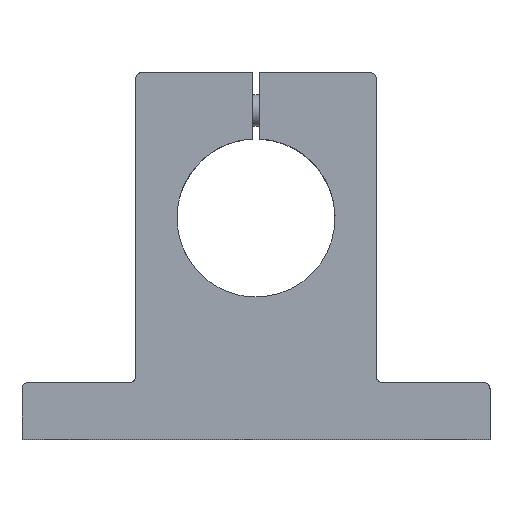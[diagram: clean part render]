
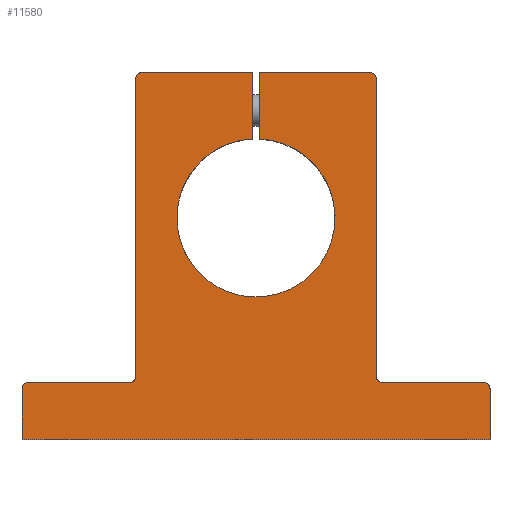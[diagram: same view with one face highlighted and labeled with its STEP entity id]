
A CAD part, top view. The second image highlights one B-rep face of the part: STEP entity #11580.
In plain terms, the highlighted free-form (B-spline) face has degree [1, 1] with [2, 2] control points.
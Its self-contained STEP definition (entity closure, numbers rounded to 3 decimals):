
#2490 = CARTESIAN_POINT ('', (19., 57., 25.));
#2500 = VERTEX_POINT ('', #2490);
#2560 = CARTESIAN_POINT ('', (19., 10., 25.));
#2570 = VERTEX_POINT ('', #2560);
#2580 = CARTESIAN_POINT ('', (19., 10., 25.));
#2590 = CARTESIAN_POINT ('', (19., 57., 25.));
#2600 = B_SPLINE_CURVE_WITH_KNOTS ('', 1, (#2580, #2590), .UNSPECIFIED., .F., .U., (2, 2), (0., 1.), .UNSPECIFIED.);
#2610 = EDGE_CURVE ('', #2570, #2500, #2600, .T.);
#2900 = CARTESIAN_POINT ('', (18., 58., 25.));
#2910 = VERTEX_POINT ('', #2900);
#2970 = CARTESIAN_POINT ('', (18., 58., 25.));
#2980 = CARTESIAN_POINT ('', (18.586, 58., 25.));
#2990 = CARTESIAN_POINT ('', (19., 57.586, 25.));
#3000 = CARTESIAN_POINT ('', (19., 57., 25.));
#3010 = (
   BOUNDED_CURVE ()
   B_SPLINE_CURVE (3, (#2970, #2980, #2990, #3000), .UNSPECIFIED., .F., .U.)
   B_SPLINE_CURVE_WITH_KNOTS ((4, 4), (0., 1.), .UNSPECIFIED.)
   CURVE ()
   GEOMETRIC_REPRESENTATION_ITEM ()
   RATIONAL_B_SPLINE_CURVE ((1., 0.805, 0.805, 1.))
   REPRESENTATION_ITEM ('')
);
#3020 = EDGE_CURVE ('', #2910, #2500, #3010, .T.);
#3240 = CARTESIAN_POINT ('', (0.5, 58., 25.));
#3250 = VERTEX_POINT ('', #3240);
#3310 = CARTESIAN_POINT ('', (18., 58., 25.));
#3320 = CARTESIAN_POINT ('', (0.5, 58., 25.));
#3330 = B_SPLINE_CURVE_WITH_KNOTS ('', 1, (#3310, #3320), .UNSPECIFIED., .F., .U., (2, 2), (0., 1.), .UNSPECIFIED.);
#3340 = EDGE_CURVE ('', #2910, #3250, #3330, .T.);
#3520 = CARTESIAN_POINT ('', (0.5, 47.49, 25.));
#3530 = VERTEX_POINT ('', #3520);
#3590 = CARTESIAN_POINT ('', (0.5, 58., 25.));
#3600 = CARTESIAN_POINT ('', (0.5, 47.49, 25.));
#3610 = B_SPLINE_CURVE_WITH_KNOTS ('', 1, (#3590, #3600), .UNSPECIFIED., .F., .U., (2, 2), (0., 1.), .UNSPECIFIED.);
#3620 = EDGE_CURVE ('', #3250, #3530, #3610, .T.);
#4710 = CARTESIAN_POINT ('', (-0.5, 58., 25.));
#4720 = VERTEX_POINT ('', #4710);
#4780 = CARTESIAN_POINT ('', (-0.5, 47.49, 25.));
#4790 = VERTEX_POINT ('', #4780);
#4800 = CARTESIAN_POINT ('', (-0.5, 58., 25.));
#4810 = CARTESIAN_POINT ('', (-0.5, 47.49, 25.));
#4820 = B_SPLINE_CURVE_WITH_KNOTS ('', 1, (#4800, #4810), .UNSPECIFIED., .F., .U., (2, 2), (0., 1.), .UNSPECIFIED.);
#4830 = EDGE_CURVE ('', #4720, #4790, #4820, .T.);
#5100 = CARTESIAN_POINT ('', (-18., 58., 25.));
#5110 = VERTEX_POINT ('', #5100);
#5170 = CARTESIAN_POINT ('', (-18., 58., 25.));
#5180 = CARTESIAN_POINT ('', (-0.5, 58., 25.));
#5190 = B_SPLINE_CURVE_WITH_KNOTS ('', 1, (#5170, #5180), .UNSPECIFIED., .F., .U., (2, 2), (0., 1.), .UNSPECIFIED.);
#5200 = EDGE_CURVE ('', #5110, #4720, #5190, .T.);
#5400 = CARTESIAN_POINT ('', (-19., 57., 25.));
#5410 = VERTEX_POINT ('', #5400);
#5470 = CARTESIAN_POINT ('', (-19., 57., 25.));
#5480 = CARTESIAN_POINT ('', (-19., 57.586, 25.));
#5490 = CARTESIAN_POINT ('', (-18.586, 58., 25.));
#5500 = CARTESIAN_POINT ('', (-18., 58., 25.));
#5510 = (
   BOUNDED_CURVE ()
   B_SPLINE_CURVE (3, (#5470, #5480, #5490, #5500), .UNSPECIFIED., .F., .U.)
   B_SPLINE_CURVE_WITH_KNOTS ((4, 4), (0., 1.), .UNSPECIFIED.)
   CURVE ()
   GEOMETRIC_REPRESENTATION_ITEM ()
   RATIONAL_B_SPLINE_CURVE ((1., 0.805, 0.805, 1.))
   REPRESENTATION_ITEM ('')
);
#5520 = EDGE_CURVE ('', #5410, #5110, #5510, .T.);
#5810 = CARTESIAN_POINT ('', (-19., 10., 25.));
#5820 = VERTEX_POINT ('', #5810);
#5880 = CARTESIAN_POINT ('', (-19., 57., 25.));
#5890 = CARTESIAN_POINT ('', (-19., 10., 25.));
#5900 = B_SPLINE_CURVE_WITH_KNOTS ('', 1, (#5880, #5890), .UNSPECIFIED., .F., .U., (2, 2), (0., 1.), .UNSPECIFIED.);
#5910 = EDGE_CURVE ('', #5410, #5820, #5900, .T.);
#6400 = CARTESIAN_POINT ('', (-20., 9., 25.));
#6410 = VERTEX_POINT ('', #6400);
#6470 = CARTESIAN_POINT ('', (-20., 9., 25.));
#6480 = CARTESIAN_POINT ('', (-19.414, 9., 25.));
#6490 = CARTESIAN_POINT ('', (-19., 9.414, 25.));
#6500 = CARTESIAN_POINT ('', (-19., 10., 25.));
#6510 = (
   BOUNDED_CURVE ()
   B_SPLINE_CURVE (3, (#6470, #6480, #6490, #6500), .UNSPECIFIED., .F., .U.)
   B_SPLINE_CURVE_WITH_KNOTS ((4, 4), (0., 1.), .UNSPECIFIED.)
   CURVE ()
   GEOMETRIC_REPRESENTATION_ITEM ()
   RATIONAL_B_SPLINE_CURVE ((1., 0.805, 0.805, 1.))
   REPRESENTATION_ITEM ('')
);
#6520 = EDGE_CURVE ('', #6410, #5820, #6510, .T.);
#6740 = CARTESIAN_POINT ('', (-36., 9., 25.));
#6750 = VERTEX_POINT ('', #6740);
#6810 = CARTESIAN_POINT ('', (-20., 9., 25.));
#6820 = CARTESIAN_POINT ('', (-36., 9., 25.));
#6830 = B_SPLINE_CURVE_WITH_KNOTS ('', 1, (#6810, #6820), .UNSPECIFIED., .F., .U., (2, 2), (0., 1.), .UNSPECIFIED.);
#6840 = EDGE_CURVE ('', #6410, #6750, #6830, .T.);
#8470 = CARTESIAN_POINT ('', (37., 0., 25.));
#8480 = VERTEX_POINT ('', #8470);
#8540 = CARTESIAN_POINT ('', (-37., 0., 25.));
#8550 = VERTEX_POINT ('', #8540);
#8560 = CARTESIAN_POINT ('', (-37., 0., 25.));
#8570 = CARTESIAN_POINT ('', (37., 0., 25.));
#8580 = B_SPLINE_CURVE_WITH_KNOTS ('', 1, (#8560, #8570), .UNSPECIFIED., .F., .U., (2, 2), (0., 1.), .UNSPECIFIED.);
#8590 = EDGE_CURVE ('', #8550, #8480, #8580, .T.);
#10310 = CARTESIAN_POINT ('', (20., 9., 25.));
#10320 = VERTEX_POINT ('', #10310);
#10380 = CARTESIAN_POINT ('', (36., 9., 25.));
#10390 = VERTEX_POINT ('', #10380);
#10400 = CARTESIAN_POINT ('', (36., 9., 25.));
#10410 = CARTESIAN_POINT ('', (20., 9., 25.));
#10420 = B_SPLINE_CURVE_WITH_KNOTS ('', 1, (#10400, #10410), .UNSPECIFIED., .F., .U., (2, 2), (0., 1.), .UNSPECIFIED.);
#10430 = EDGE_CURVE ('', #10390, #10320, #10420, .T.);
#10710 = CARTESIAN_POINT ('', (19., 10., 25.));
#10720 = CARTESIAN_POINT ('', (19., 9.414, 25.));
#10730 = CARTESIAN_POINT ('', (19.414, 9., 25.));
#10740 = CARTESIAN_POINT ('', (20., 9., 25.));
#10750 = (
   BOUNDED_CURVE ()
   B_SPLINE_CURVE (3, (#10710, #10720, #10730, #10740), .UNSPECIFIED., .F., .U.)
   B_SPLINE_CURVE_WITH_KNOTS ((4, 4), (0., 1.), .UNSPECIFIED.)
   CURVE ()
   GEOMETRIC_REPRESENTATION_ITEM ()
   RATIONAL_B_SPLINE_CURVE ((1., 0.805, 0.805, 1.))
   REPRESENTATION_ITEM ('')
);
#10760 = EDGE_CURVE ('', #2570, #10320, #10750, .T.);
#10910 = ORIENTED_EDGE ('', *, *, #6840, .T.);
#10920 = CARTESIAN_POINT ('', (-37., 8., 25.));
#10930 = VERTEX_POINT ('', #10920);
#10940 = CARTESIAN_POINT ('', (-37., 8., 25.));
#10950 = CARTESIAN_POINT ('', (-37., 8.586, 25.));
#10960 = CARTESIAN_POINT ('', (-36.586, 9., 25.));
#10970 = CARTESIAN_POINT ('', (-36., 9., 25.));
#10980 = (
   BOUNDED_CURVE ()
   B_SPLINE_CURVE (3, (#10940, #10950, #10960, #10970), .UNSPECIFIED., .F., .U.)
   B_SPLINE_CURVE_WITH_KNOTS ((4, 4), (0., 1.), .UNSPECIFIED.)
   CURVE ()
   GEOMETRIC_REPRESENTATION_ITEM ()
   RATIONAL_B_SPLINE_CURVE ((1., 0.805, 0.805, 1.))
   REPRESENTATION_ITEM ('')
);
#10990 = EDGE_CURVE ('', #10930, #6750, #10980, .T.);
#11000 = ORIENTED_EDGE ('', *, *, #10990, .F.);
#11010 = CARTESIAN_POINT ('', (-37., 8., 25.));
#11020 = CARTESIAN_POINT ('', (-37., 0., 25.));
#11030 = B_SPLINE_CURVE_WITH_KNOTS ('', 1, (#11010, #11020), .UNSPECIFIED., .F., .U., (2, 2), (0., 1.), .UNSPECIFIED.);
#11040 = EDGE_CURVE ('', #10930, #8550, #11030, .T.);
#11050 = ORIENTED_EDGE ('', *, *, #11040, .T.);
#11060 = ORIENTED_EDGE ('', *, *, #8590, .T.);
#11070 = CARTESIAN_POINT ('', (37., 8., 25.));
#11080 = VERTEX_POINT ('', #11070);
#11090 = CARTESIAN_POINT ('', (37., 8., 25.));
#11100 = CARTESIAN_POINT ('', (37., 0., 25.));
#11110 = B_SPLINE_CURVE_WITH_KNOTS ('', 1, (#11090, #11100), .UNSPECIFIED., .F., .U., (2, 2), (0., 1.), .UNSPECIFIED.);
#11120 = EDGE_CURVE ('', #11080, #8480, #11110, .T.);
#11130 = ORIENTED_EDGE ('', *, *, #11120, .F.);
#11140 = CARTESIAN_POINT ('', (36., 9., 25.));
#11150 = CARTESIAN_POINT ('', (36.586, 9., 25.));
#11160 = CARTESIAN_POINT ('', (37., 8.586, 25.));
#11170 = CARTESIAN_POINT ('', (37., 8., 25.));
#11180 = (
   BOUNDED_CURVE ()
   B_SPLINE_CURVE (3, (#11140, #11150, #11160, #11170), .UNSPECIFIED., .F., .U.)
   B_SPLINE_CURVE_WITH_KNOTS ((4, 4), (0., 1.), .UNSPECIFIED.)
   CURVE ()
   GEOMETRIC_REPRESENTATION_ITEM ()
   RATIONAL_B_SPLINE_CURVE ((1., 0.805, 0.805, 1.))
   REPRESENTATION_ITEM ('')
);
#11190 = EDGE_CURVE ('', #10390, #11080, #11180, .T.);
#11200 = ORIENTED_EDGE ('', *, *, #11190, .F.);
#11210 = ORIENTED_EDGE ('', *, *, #10430, .T.);
#11220 = ORIENTED_EDGE ('', *, *, #10760, .F.);
#11230 = ORIENTED_EDGE ('', *, *, #2610, .T.);
#11240 = ORIENTED_EDGE ('', *, *, #3020, .F.);
#11250 = ORIENTED_EDGE ('', *, *, #3340, .T.);
#11260 = ORIENTED_EDGE ('', *, *, #3620, .T.);
#11270 = CARTESIAN_POINT ('', (-0.5, 22.51, 25.));
#11280 = VERTEX_POINT ('', #11270);
#11290 = CARTESIAN_POINT ('', (-0.5, 22.51, 25.));
#11300 = CARTESIAN_POINT ('', (-0.332, 22.503, 25.));
#11310 = CARTESIAN_POINT ('', (-0.166, 22.5, 25.));
#11320 = CARTESIAN_POINT ('', (0., 22.5, 25.));
#11330 = CARTESIAN_POINT ('', (24.033, 22.5, 25.));
#11340 = CARTESIAN_POINT ('', (24.514, 46.529, 25.));
#11350 = CARTESIAN_POINT ('', (0.5, 47.49, 25.));
#11360 = (
   BOUNDED_CURVE ()
   B_SPLINE_CURVE (3, (#11290, #11300, #11310, #11320, #11330, #11340, #11350), .UNSPECIFIED., .F., .U.)
   B_SPLINE_CURVE_WITH_KNOTS ((4, 3, 4), (0., 0.019, 1.), .UNSPECIFIED.)
   CURVE ()
   GEOMETRIC_REPRESENTATION_ITEM ()
   RATIONAL_B_SPLINE_CURVE ((0.962, 0.975, 0.987, 1., 0.347, 0.347, 1.))
   REPRESENTATION_ITEM ('')
);
#11370 = EDGE_CURVE ('', #11280, #3530, #11360, .T.);
#11380 = ORIENTED_EDGE ('', *, *, #11370, .F.);
#11390 = CARTESIAN_POINT ('', (-0.5, 47.49, 25.));
#11400 = CARTESIAN_POINT ('', (-23.203, 46.581, 25.));
#11410 = CARTESIAN_POINT ('', (-24.026, 23.452, 25.));
#11420 = CARTESIAN_POINT ('', (-0.5, 22.51, 25.));
#11430 = (
   BOUNDED_CURVE ()
   B_SPLINE_CURVE (3, (#11390, #11400, #11410, #11420), .UNSPECIFIED., .F., .U.)
   B_SPLINE_CURVE_WITH_KNOTS ((4, 4), (0., 1.), .UNSPECIFIED.)
   CURVE ()
   GEOMETRIC_REPRESENTATION_ITEM ()
   RATIONAL_B_SPLINE_CURVE ((1., 0.359, 0.347, 0.962))
   REPRESENTATION_ITEM ('')
);
#11440 = EDGE_CURVE ('', #4790, #11280, #11430, .T.);
#11450 = ORIENTED_EDGE ('', *, *, #11440, .F.);
#11460 = ORIENTED_EDGE ('', *, *, #4830, .F.);
#11470 = ORIENTED_EDGE ('', *, *, #5200, .F.);
#11480 = ORIENTED_EDGE ('', *, *, #5520, .F.);
#11490 = ORIENTED_EDGE ('', *, *, #5910, .T.);
#11500 = ORIENTED_EDGE ('', *, *, #6520, .F.);
#11510 = EDGE_LOOP ('', (#10910, #11000, #11050, #11060, #11130, #11200, #11210, #11220, #11230, #11240, #11250, #11260, #11380, #11450, #11460, #11470, #11480, #11490, #11500));
#11520 = FACE_OUTER_BOUND ('', #11510, .T.);
#11530 = CARTESIAN_POINT ('', (-37., 0., 25.));
#11540 = CARTESIAN_POINT ('', (-37., 58., 25.));
#11550 = CARTESIAN_POINT ('', (37., 0., 25.));
#11560 = CARTESIAN_POINT ('', (37., 58., 25.));
#11570 = B_SPLINE_SURFACE_WITH_KNOTS ('', 1, 1, ((#11530, #11540), (#11550, #11560)), .UNSPECIFIED., .F., .F., .U., (2, 2), (2, 2), (0., 1.), (0., 1.), .UNSPECIFIED.);
#11580 = ADVANCED_FACE ('', (#11520), #11570, .T.);
